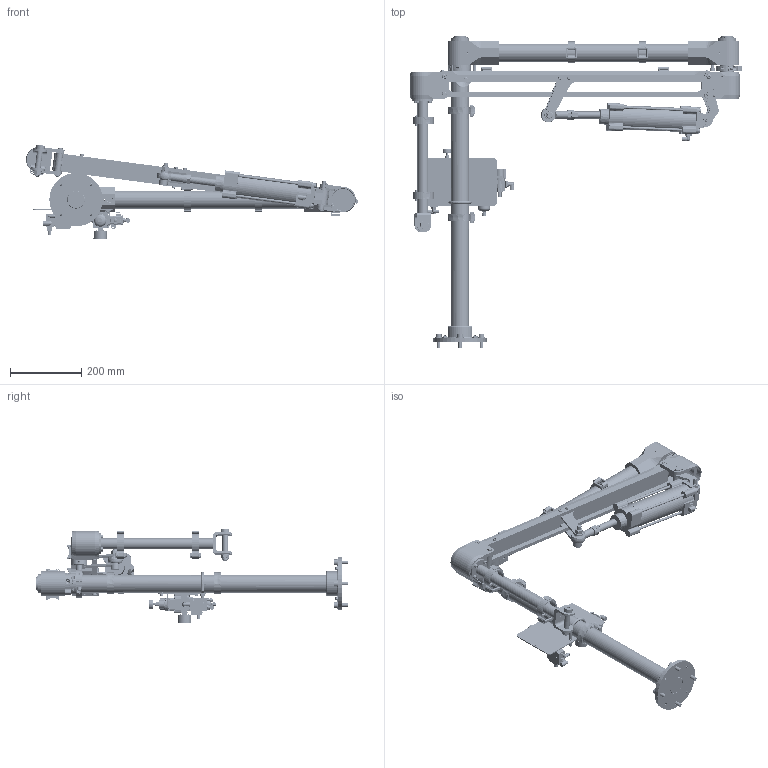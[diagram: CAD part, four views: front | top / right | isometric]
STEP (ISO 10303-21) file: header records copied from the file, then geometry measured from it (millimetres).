
FILE_DESCRIPTION((''),'2;1');
FILE_NAME('AX1_F_ASM','2023-06-01T11:51:00',('a00518947'),(''),'CREO PARAMETRIC BY PTC INC, 2022414','CREO PARAMETRIC BY PTC INC, 2022414','');
FILE_SCHEMA(('CONFIG_CONTROL_DESIGN','GEOMETRIC_VALIDATION_PROPERTIES_MIM'));
Products named in the file (7): PILLAR_860_NY; BOOM_ARM_750; BEARING_HOUSING; UPPER_PARALLEL; LOWER_PARALLEL; VERTICALROD_F; AX1_F_ASM
Assembly tree (6 placements, depth 2):
  AX1_F_ASM
    PILLAR_860_NY
    BOOM_ARM_750
    BEARING_HOUSING
    UPPER_PARALLEL
    LOWER_PARALLEL
    VERTICALROD_F
Bounding box: 932.75 x 876 x 266.16 mm (x, y, z)
Volume: 7318653 mm3; surface area: 1308794.9 mm2
Topology: 20 solids, 29 shells, 4909 faces, 12695 edges, 8009 vertices
Faces by surface type: cylinder 1900, plane 1858, cone 716, torus 214, sphere 93, bspline 68, extrusion 60
Entity records: 319366 total; most frequent: CARTESIAN_POINT 181048, ORIENTED_EDGE 25096, DIRECTION 24033, EDGE_CURVE 12548, AXIS2_PLACEMENT_3D 9062, VERTEX_POINT 8009, VECTOR 5909, LINE 5849
